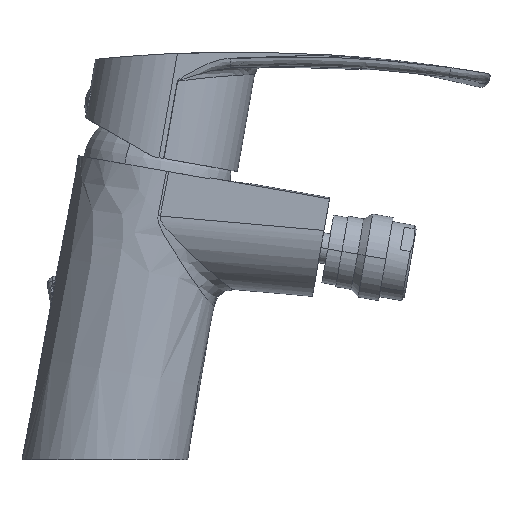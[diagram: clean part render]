
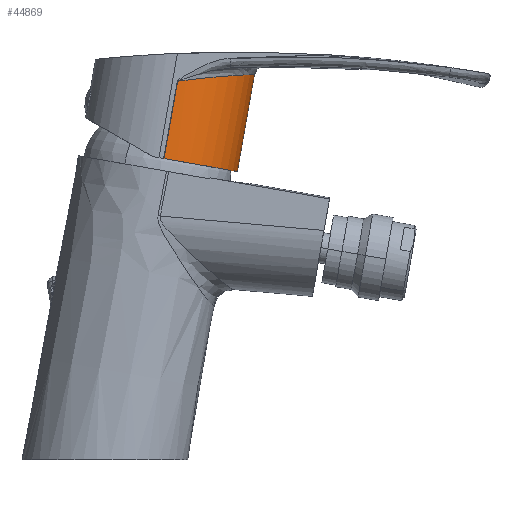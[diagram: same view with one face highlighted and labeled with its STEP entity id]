
A CAD part, top view. The second image highlights one B-rep face of the part: STEP entity #44869.
In plain terms, the highlighted cylindrical face has radius 25 mm (diameter 50 mm), a partial arc.
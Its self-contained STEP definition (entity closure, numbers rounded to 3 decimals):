
#71 = VECTOR ( 'NONE', #25256, 1000. ) ;
#12416 = CARTESIAN_POINT ( 'NONE',  ( 44.023, 120.956, 12.237 ) ) ;
#12932 = CARTESIAN_POINT ( 'NONE',  ( 42.229, 120.843, 14.872 ) ) ;
#13426 = CARTESIAN_POINT ( 'NONE',  ( 47.244, 121.126, 0. ) ) ;
#19597 = CARTESIAN_POINT ( 'NONE',  ( 35.133, 120.292, 21.234 ) ) ;
#20077 = CARTESIAN_POINT ( 'NONE',  ( 26.244, 119.352, 24.58 ) ) ;
#20522 = LINE ( 'NONE', #93253, #28822 ) ;
#20584 = CARTESIAN_POINT ( 'NONE',  ( 47.047, 121.117, 3.198 ) ) ;
#20861 = EDGE_LOOP ( 'NONE', ( #88832, #65693, #51265, #91440 ) ) ;
#21099 = CARTESIAN_POINT ( 'NONE',  ( 30.859, 119.877, 23.343 ) ) ;
#22268 = DIRECTION ( 'NONE',  ( 0.174, 0.985, 0. ) ) ;
#23297 = VERTEX_POINT ( 'NONE', #86778 ) ;
#25256 = DIRECTION ( 'NONE',  ( -0.174, -0.985, 0. ) ) ;
#27217 = CARTESIAN_POINT ( 'NONE',  ( 33.03, 120.095, 22.374 ) ) ;
#27705 = CARTESIAN_POINT ( 'NONE',  ( 40.68, 120.738, 16.72 ) ) ;
#27884 = DIRECTION ( 'NONE',  ( 0., 0., -1. ) ) ;
#28822 = VECTOR ( 'NONE', #67407, 1000. ) ;
#29205 = CARTESIAN_POINT ( 'NONE',  ( 42.703, 120.874, 14.228 ) ) ;
#29382 = FACE_OUTER_BOUND ( 'NONE', #20861, .T. ) ;
#31579 = B_SPLINE_CURVE_WITH_KNOTS ( 'NONE', 3,
 ( #13426, #58827, #82800, #20584, #81784, #97564, #74628, #59834, #82276, #12416, #29205, #12932, #98066, #27705, #45021, #44030, #89928, #19597, #83294, #27217, #21099, #44519, #58339, #20077, #43520, #67978, #35881 ),
 .UNSPECIFIED., .F., .F.,
 ( 4, 2, 1, 2, 2, 2, 2, 2, 2, 2, 2, 2, 2, 4 ),
 ( 0., 0.002, 0.005, 0.007, 0.01, 0.015, 0.017, 0.019, 0.024, 0.027, 0.029, 0.034, 0.036, 0.039 ),
 .UNSPECIFIED. ) ;
#35881 = CARTESIAN_POINT ( 'NONE',  ( 23.078, 118.948, 24.95 ) ) ;
#36776 = AXIS2_PLACEMENT_3D ( 'NONE', #75727, #90024, #57068 ) ;
#43520 = CARTESIAN_POINT ( 'NONE',  ( 24.668, 119.156, 24.818 ) ) ;
#44030 = CARTESIAN_POINT ( 'NONE',  ( 37.787, 120.521, 19.444 ) ) ;
#44519 = CARTESIAN_POINT ( 'NONE',  ( 29.359, 119.716, 23.857 ) ) ;
#44869 = ADVANCED_FACE ( 'NONE', ( #29382 ), #60507, .T. ) ;
#45021 = CARTESIAN_POINT ( 'NONE',  ( 39.003, 120.616, 18.423 ) ) ;
#48202 = CARTESIAN_POINT ( 'NONE',  ( 41.859, 90.588, 0. ) ) ;
#48847 = VERTEX_POINT ( 'NONE', #58492 ) ;
#50234 = VERTEX_POINT ( 'NONE', #100934 ) ;
#51265 = ORIENTED_EDGE ( 'NONE', *, *, #61454, .F. ) ;
#55650 = EDGE_CURVE ( 'NONE', #68138, #48847, #20522, .T. ) ;
#57068 = DIRECTION ( 'NONE',  ( 0., 0., -1. ) ) ;
#58339 = CARTESIAN_POINT ( 'NONE',  ( 27.03, 119.446, 24.425 ) ) ;
#58492 = CARTESIAN_POINT ( 'NONE',  ( 18.794, 94.655, 24.95 ) ) ;
#58827 = CARTESIAN_POINT ( 'NONE',  ( 47.244, 121.126, 0.807 ) ) ;
#59834 = CARTESIAN_POINT ( 'NONE',  ( 45.691, 121.048, 8.61 ) ) ;
#60507 = CYLINDRICAL_SURFACE ( 'NONE', #78790, 25. ) ;
#61454 = EDGE_CURVE ( 'NONE', #23297, #48847, #69306, .T. ) ;
#65693 = ORIENTED_EDGE ( 'NONE', *, *, #55650, .T. ) ;
#67407 = DIRECTION ( 'NONE',  ( -0.174, -0.985, 0. ) ) ;
#67978 = CARTESIAN_POINT ( 'NONE',  ( 23.875, 119.054, 24.902 ) ) ;
#68138 = VERTEX_POINT ( 'NONE', #99710 ) ;
#69306 = CIRCLE ( 'NONE', #36776, 25. ) ;
#74628 = CARTESIAN_POINT ( 'NONE',  ( 45.963, 121.062, 7.848 ) ) ;
#75727 = CARTESIAN_POINT ( 'NONE',  ( 17.239, 94.929, 0. ) ) ;
#77356 = EDGE_CURVE ( 'NONE', #50234, #23297, #96607, .T. ) ;
#78790 = AXIS2_PLACEMENT_3D ( 'NONE', #91594, #22268, #27884 ) ;
#79741 = EDGE_CURVE ( 'NONE', #50234, #68138, #31579, .T. ) ;
#81784 = CARTESIAN_POINT ( 'NONE',  ( 46.812, 121.105, 4.772 ) ) ;
#82276 = CARTESIAN_POINT ( 'NONE',  ( 44.771, 120.998, 10.833 ) ) ;
#82800 = CARTESIAN_POINT ( 'NONE',  ( 47.204, 121.124, 1.61 ) ) ;
#83294 = CARTESIAN_POINT ( 'NONE',  ( 33.74, 120.163, 22.017 ) ) ;
#86778 = CARTESIAN_POINT ( 'NONE',  ( 41.859, 90.588, 0. ) ) ;
#88832 = ORIENTED_EDGE ( 'NONE', *, *, #79741, .T. ) ;
#89928 = CARTESIAN_POINT ( 'NONE',  ( 35.817, 120.353, 20.807 ) ) ;
#90024 = DIRECTION ( 'NONE',  ( -0.174, -0.985, 0. ) ) ;
#91440 = ORIENTED_EDGE ( 'NONE', *, *, #77356, .F. ) ;
#91594 = CARTESIAN_POINT ( 'NONE',  ( 17.239, 94.929, 0. ) ) ;
#93253 = CARTESIAN_POINT ( 'NONE',  ( 18.794, 94.655, 24.95 ) ) ;
#96607 = LINE ( 'NONE', #48202, #71 ) ;
#97564 = CARTESIAN_POINT ( 'NONE',  ( 46.426, 121.086, 6.317 ) ) ;
#98066 = CARTESIAN_POINT ( 'NONE',  ( 41.215, 120.775, 16.122 ) ) ;
#99710 = CARTESIAN_POINT ( 'NONE',  ( 23.078, 118.948, 24.95 ) ) ;
#100934 = CARTESIAN_POINT ( 'NONE',  ( 47.244, 121.126, 0. ) ) ;
